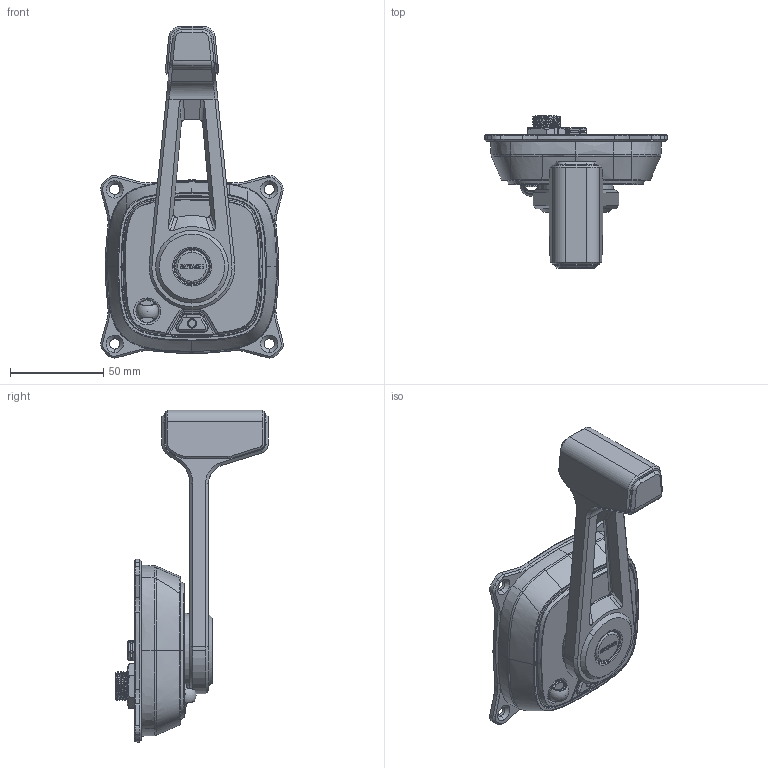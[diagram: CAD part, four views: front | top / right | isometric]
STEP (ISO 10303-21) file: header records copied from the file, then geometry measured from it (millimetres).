
FILE_DESCRIPTION (( 'STEP AP214' ), '1' );
FILE_NAME ('er_k0112_单操方案-功能机abdeecd.STEP', '2025-10-21T08:40:40', ( 'Windows 用户' ), ( '' ), 'SwSTEP 2.0', 'SolidWorks 2021', '' );
FILE_SCHEMA (( 'AUTOMOTIVE_DESIGN' ));
Length unit declared in the file: millimetre
Products named in the file (1): er_k0112_等紱源偶-髡夔儂abdeecd
Bounding box: 97.84 x 81.7 x 177.96 mm (x, y, z)
Surface area: 45109.1 mm2 (no closed solid volume)
Topology: 0 solids, 34 shells, 596 faces, 2036 edges, 1444 vertices
Faces by surface type: bspline 228, plane 211, cylinder 111, cone 23, torus 14, sphere 9
Entity records: 52704 total; most frequent: CARTESIAN_POINT 31305, ORIENTED_EDGE 3165, DIRECTION 2207, EDGE_CURVE 2012, VERTEX_POINT 1433, B_SPLINE_CURVE_WITH_KNOTS 856, LINE 799, VECTOR 799
